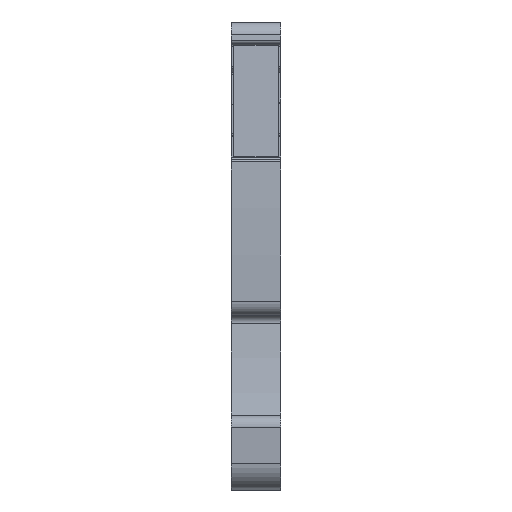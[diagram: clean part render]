
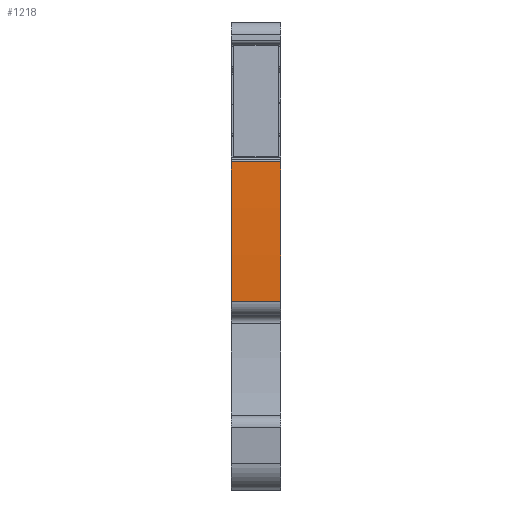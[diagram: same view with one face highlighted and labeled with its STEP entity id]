
A CAD part, front view. The second image highlights one B-rep face of the part: STEP entity #1218.
In plain terms, the highlighted cylindrical face has radius 122.182 mm (diameter 244.364 mm), a partial arc.
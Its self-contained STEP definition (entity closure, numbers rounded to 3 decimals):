
#1175=AXIS2_PLACEMENT_3D('Cylinder Axis2P3D',#1172,#1173,#1174) ;
#1179=AXIS2_PLACEMENT_3D('Circle Axis2P3D',#1177,#1178,$) ;
#1186=AXIS2_PLACEMENT_3D('Circle Axis2P3D',#1184,#1185,$) ;
#1193=AXIS2_PLACEMENT_3D('Circle Axis2P3D',#1191,#1192,$) ;
#1207=AXIS2_PLACEMENT_3D('Circle Axis2P3D',#1205,#1206,$) ;
#1150=CARTESIAN_POINT('Vertex',(3.5,1.637,23.414)) ;
#1157=CARTESIAN_POINT('Vertex',(0.,1.637,23.414)) ;
#1160=CARTESIAN_POINT('Line Origine',(1.75,1.637,23.414)) ;
#1172=CARTESIAN_POINT('Axis2P3D Location',(1.75,123.656,17.106)) ;
#1177=CARTESIAN_POINT('Axis2P3D Location',(3.5,123.656,17.106)) ;
#1181=CARTESIAN_POINT('Vertex',(3.5,1.528,13.45)) ;
#1184=CARTESIAN_POINT('Axis2P3D Location',(0.,123.656,17.106)) ;
#1188=CARTESIAN_POINT('Vertex',(0.,1.528,13.45)) ;
#1191=CARTESIAN_POINT('Axis2P3D Location',(0.,123.656,17.106)) ;
#1195=CARTESIAN_POINT('Vertex',(0.,1.529,13.42)) ;
#1198=CARTESIAN_POINT('Line Origine',(1.75,1.529,13.42)) ;
#1202=CARTESIAN_POINT('Vertex',(3.5,1.529,13.42)) ;
#1205=CARTESIAN_POINT('Axis2P3D Location',(3.5,123.656,17.106)) ;
#1161=DIRECTION('Vector Direction',(1.,0.,0.)) ;
#1173=DIRECTION('Axis2P3D Direction',(1.,0.,0.)) ;
#1174=DIRECTION('Axis2P3D XDirection',(0.,-0.992,0.126)) ;
#1178=DIRECTION('Axis2P3D Direction',(1.,0.,0.)) ;
#1185=DIRECTION('Axis2P3D Direction',(1.,0.,0.)) ;
#1192=DIRECTION('Axis2P3D Direction',(1.,0.,0.)) ;
#1199=DIRECTION('Vector Direction',(1.,0.,0.)) ;
#1206=DIRECTION('Axis2P3D Direction',(1.,0.,0.)) ;
#1162=VECTOR('Line Direction',#1161,1.) ;
#1200=VECTOR('Line Direction',#1199,1.) ;
#1211=ORIENTED_EDGE('',*,*,#1183,.F.) ;
#1212=ORIENTED_EDGE('',*,*,#1164,.T.) ;
#1213=ORIENTED_EDGE('',*,*,#1190,.T.) ;
#1214=ORIENTED_EDGE('',*,*,#1197,.T.) ;
#1215=ORIENTED_EDGE('',*,*,#1204,.T.) ;
#1216=ORIENTED_EDGE('',*,*,#1209,.F.) ;
#1218=ADVANCED_FACE('MLD',(#1217),#1176,.T.) ;
#1180=CIRCLE('generated circle',#1179,122.182) ;
#1187=CIRCLE('generated circle',#1186,122.182) ;
#1194=CIRCLE('generated circle',#1193,122.182) ;
#1208=CIRCLE('generated circle',#1207,122.182) ;
#1176=CYLINDRICAL_SURFACE('generated cylinder',#1175,122.182) ;
#1164=EDGE_CURVE('',#1151,#1158,#1163,.F.) ;
#1183=EDGE_CURVE('',#1151,#1182,#1180,.T.) ;
#1190=EDGE_CURVE('',#1158,#1189,#1187,.T.) ;
#1197=EDGE_CURVE('',#1189,#1196,#1194,.T.) ;
#1204=EDGE_CURVE('',#1196,#1203,#1201,.T.) ;
#1209=EDGE_CURVE('',#1182,#1203,#1208,.T.) ;
#1210=EDGE_LOOP('',(#1211,#1212,#1213,#1214,#1215,#1216)) ;
#1217=FACE_OUTER_BOUND('',#1210,.T.) ;
#1163=LINE('Line',#1160,#1162) ;
#1201=LINE('Line',#1198,#1200) ;
#1151=VERTEX_POINT('',#1150) ;
#1158=VERTEX_POINT('',#1157) ;
#1182=VERTEX_POINT('',#1181) ;
#1189=VERTEX_POINT('',#1188) ;
#1196=VERTEX_POINT('',#1195) ;
#1203=VERTEX_POINT('',#1202) ;
